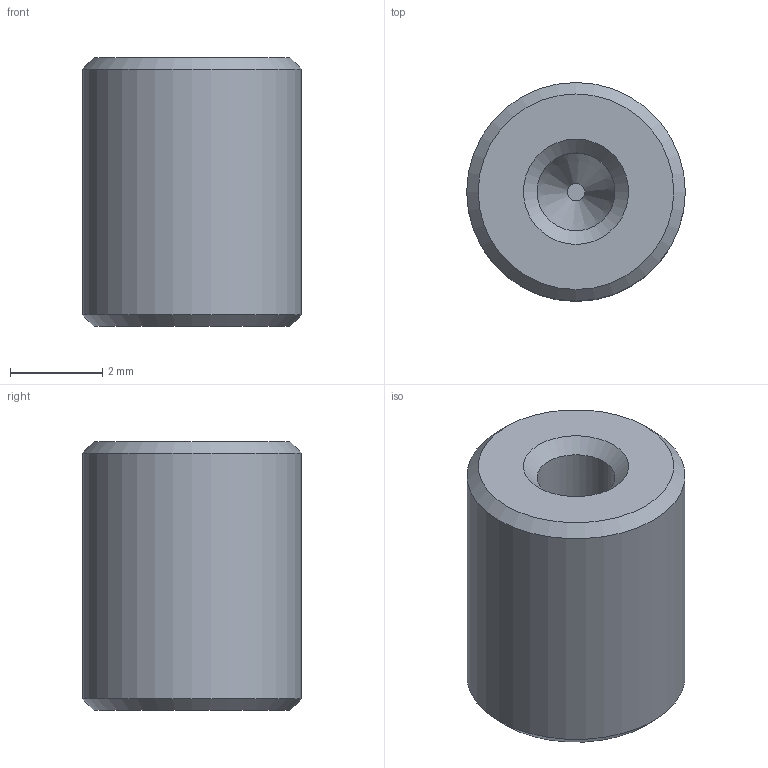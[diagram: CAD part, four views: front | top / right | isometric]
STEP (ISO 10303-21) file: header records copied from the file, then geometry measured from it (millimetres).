
FILE_DESCRIPTION((''),'2;1');
FILE_NAME('622304-C360CPKX Cap.stp','2008-08-08T11:04:46',('Franzp'),(''),'Autodesk Inventor 2008','Autodesk Inventor 2008','');
FILE_SCHEMA(('AUTOMOTIVE_DESIGN { 1 0 10303 214 1 1 1 1 }'));
Length unit declared in the file: millimetre
Products named in the file (1): 622304
Bounding box: 4.75 x 4.75 x 5.84 mm (x, y, z)
Volume: 94.3 mm3; surface area: 136.7 mm2
Topology: 1 solids, 1 shells, 11 faces, 19 edges, 12 vertices
Faces by surface type: bspline 4, cone 3, plane 3, cylinder 1
Full cylindrical faces by diameter (mm): 4.75 x1
Entity records: 321 total; most frequent: CARTESIAN_POINT 121, DIRECTION 34, ORIENTED_EDGE 20, EDGE_LOOP 20, AXIS2_PLACEMENT_3D 17, FACE_OUTER_BOUND 11, ADVANCED_FACE 11, VERTEX_POINT 10
